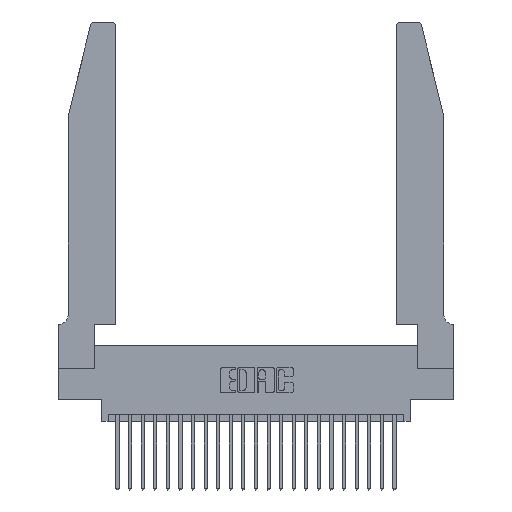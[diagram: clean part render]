
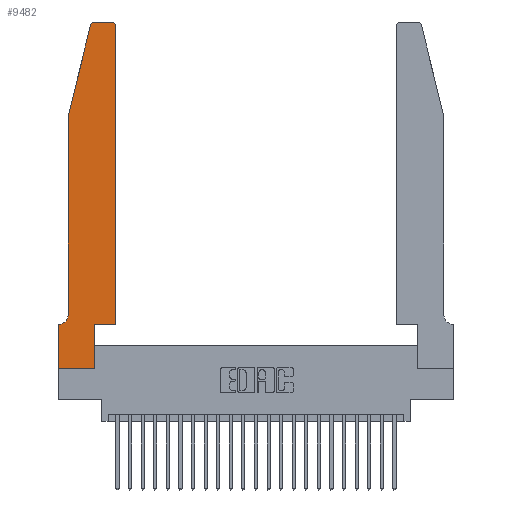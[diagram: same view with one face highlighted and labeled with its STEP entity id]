
A CAD part, top view. The second image highlights one B-rep face of the part: STEP entity #9482.
In plain terms, the highlighted planar face has unit normal (0, 0, 1).
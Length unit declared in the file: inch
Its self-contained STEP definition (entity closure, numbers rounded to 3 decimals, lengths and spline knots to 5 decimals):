
#693 = CARTESIAN_POINT ( 'NONE',  ( 0.284, 2.75, 0.37 ) ) ;
#1001 = CARTESIAN_POINT ( 'NONE',  ( 0.0755, 0.35, 0.37 ) ) ;
#1473 = EDGE_CURVE ( 'NONE', #24469, #21065, #5284, .T. ) ;
#2162 = ORIENTED_EDGE ( 'NONE', *, *, #25349, .T. ) ;
#2763 = CARTESIAN_POINT ( 'NONE',  ( 0.4205, 2.75, 0.37 ) ) ;
#2806 = VECTOR ( 'NONE', #5597, 39.37008 ) ;
#3059 = DIRECTION ( 'NONE',  ( -1., 0., 0. ) ) ;
#3455 = LINE ( 'NONE', #12820, #13986 ) ;
#3676 = DIRECTION ( 'NONE',  ( 0., 1., 0. ) ) ;
#3734 = EDGE_CURVE ( 'NONE', #5092, #13913, #22573, .T. ) ;
#3884 = CARTESIAN_POINT ( 'NONE',  ( 0., 0., 0.37 ) ) ;
#4140 = CARTESIAN_POINT ( 'NONE',  ( 0.2865, 0., 0.37 ) ) ;
#4236 = EDGE_CURVE ( 'NONE', #12939, #19753, #21666, .T. ) ;
#4792 = DIRECTION ( 'NONE',  ( 0., 0., 1. ) ) ;
#4845 = ORIENTED_EDGE ( 'NONE', *, *, #22131, .T. ) ;
#5092 = VERTEX_POINT ( 'NONE', #2763 ) ;
#5284 = LINE ( 'NONE', #17673, #15124 ) ;
#5597 = DIRECTION ( 'NONE',  ( 0., -1., 0. ) ) ;
#5939 = DIRECTION ( 'NONE',  ( 0., 1., 0. ) ) ;
#6416 = VECTOR ( 'NONE', #22395, 39.37008 ) ;
#6611 = ORIENTED_EDGE ( 'NONE', *, *, #14195, .T. ) ;
#7165 = DIRECTION ( 'NONE',  ( 0., 0., 1. ) ) ;
#7286 = AXIS2_PLACEMENT_3D ( 'NONE', #7939, #21559, #9931 ) ;
#7939 = CARTESIAN_POINT ( 'NONE',  ( 0.0055, 0.42, 0.37 ) ) ;
#8212 = EDGE_CURVE ( 'NONE', #12012, #25101, #9364, .T. ) ;
#8541 = ORIENTED_EDGE ( 'NONE', *, *, #3734, .T. ) ;
#8834 = VERTEX_POINT ( 'NONE', #11224 ) ;
#8989 = ORIENTED_EDGE ( 'NONE', *, *, #18369, .T. ) ;
#9036 = CARTESIAN_POINT ( 'NONE',  ( 0.284, 2.72, 0.37 ) ) ;
#9087 = EDGE_CURVE ( 'NONE', #10139, #12012, #25425, .T. ) ;
#9201 = CARTESIAN_POINT ( 'NONE',  ( 0., 0., 0.37 ) ) ;
#9364 = LINE ( 'NONE', #1001, #19152 ) ;
#9482 = ADVANCED_FACE ( 'NONE', ( #17560 ), #14958, .T. ) ;
#9501 = CARTESIAN_POINT ( 'NONE',  ( 0.2865, 0.35, 0.37 ) ) ;
#9664 = CIRCLE ( 'NONE', #14989, 0.03 ) ;
#9931 = DIRECTION ( 'NONE',  ( -1., 0., 0. ) ) ;
#10139 = VERTEX_POINT ( 'NONE', #20762 ) ;
#10741 = VECTOR ( 'NONE', #23571, 39.37008 ) ;
#10827 = CARTESIAN_POINT ( 'NONE',  ( 0., 0.35, 0.37 ) ) ;
#10984 = CARTESIAN_POINT ( 'NONE',  ( 0.0755, 2., 0.37 ) ) ;
#11035 = DIRECTION ( 'NONE',  ( 1., 0., 0. ) ) ;
#11183 = DIRECTION ( 'NONE',  ( 1., 0., 0. ) ) ;
#11224 = CARTESIAN_POINT ( 'NONE',  ( 0.2865, 0.35, 0.37 ) ) ;
#11877 = CARTESIAN_POINT ( 'NONE',  ( 0.0055, 0.35, 0.37 ) ) ;
#12012 = VERTEX_POINT ( 'NONE', #11877 ) ;
#12736 = DIRECTION ( 'NONE',  ( 1., 0., 0. ) ) ;
#12820 = CARTESIAN_POINT ( 'NONE',  ( 0.4505, 0.35, 0.37 ) ) ;
#12939 = VERTEX_POINT ( 'NONE', #22346 ) ;
#13439 = CARTESIAN_POINT ( 'NONE',  ( 0., 0., 0.37 ) ) ;
#13741 = ORIENTED_EDGE ( 'NONE', *, *, #18562, .T. ) ;
#13913 = VERTEX_POINT ( 'NONE', #693 ) ;
#13986 = VECTOR ( 'NONE', #12736, 39.37008 ) ;
#14106 = VECTOR ( 'NONE', #14481, 39.37008 ) ;
#14195 = EDGE_CURVE ( 'NONE', #25101, #17502, #17940, .T. ) ;
#14307 = AXIS2_PLACEMENT_3D ( 'NONE', #16586, #4792, #18537 ) ;
#14418 = VECTOR ( 'NONE', #11183, 39.37008 ) ;
#14481 = DIRECTION ( 'NONE',  ( 0., -1., 0. ) ) ;
#14958 = PLANE ( 'NONE',  #19874 ) ;
#14989 = AXIS2_PLACEMENT_3D ( 'NONE', #9036, #22658, #11035 ) ;
#15124 = VECTOR ( 'NONE', #5939, 39.37008 ) ;
#15128 = VECTOR ( 'NONE', #3676, 39.37008 ) ;
#15627 = ORIENTED_EDGE ( 'NONE', *, *, #17141, .T. ) ;
#15742 = LINE ( 'NONE', #9501, #15128 ) ;
#15775 = CARTESIAN_POINT ( 'NONE',  ( 0.0755, 2., 0.37 ) ) ;
#15943 = VERTEX_POINT ( 'NONE', #4140 ) ;
#16586 = CARTESIAN_POINT ( 'NONE',  ( 0.4205, 2.72, 0.37 ) ) ;
#17036 = ORIENTED_EDGE ( 'NONE', *, *, #8212, .T. ) ;
#17059 = EDGE_LOOP ( 'NONE', ( #8541, #13741, #17496, #8989, #24045, #17036, #6611, #4845, #2162, #24712, #24662, #15627 ) ) ;
#17141 = EDGE_CURVE ( 'NONE', #21065, #5092, #20242, .T. ) ;
#17496 = ORIENTED_EDGE ( 'NONE', *, *, #4236, .T. ) ;
#17502 = VERTEX_POINT ( 'NONE', #3884 ) ;
#17560 = FACE_OUTER_BOUND ( 'NONE', #17059, .T. ) ;
#17673 = CARTESIAN_POINT ( 'NONE',  ( 0.4505, 0.35, 0.37 ) ) ;
#17708 = CARTESIAN_POINT ( 'NONE',  ( 0.4505, 2.72, 0.37 ) ) ;
#17940 = LINE ( 'NONE', #13439, #2806 ) ;
#18369 = EDGE_CURVE ( 'NONE', #19753, #10139, #19280, .T. ) ;
#18519 = CARTESIAN_POINT ( 'NONE',  ( 0.2605, 2.75, 0.37 ) ) ;
#18537 = DIRECTION ( 'NONE',  ( 1., 0., 0. ) ) ;
#18562 = EDGE_CURVE ( 'NONE', #13913, #12939, #9664, .T. ) ;
#18873 = CARTESIAN_POINT ( 'NONE',  ( 0., 0.35, 0.37 ) ) ;
#19152 = VECTOR ( 'NONE', #3059, 39.37008 ) ;
#19280 = LINE ( 'NONE', #22187, #14106 ) ;
#19753 = VERTEX_POINT ( 'NONE', #10984 ) ;
#19874 = AXIS2_PLACEMENT_3D ( 'NONE', #18873, #7165, #20792 ) ;
#20242 = CIRCLE ( 'NONE', #14307, 0.03 ) ;
#20762 = CARTESIAN_POINT ( 'NONE',  ( 0.0755, 0.42, 0.37 ) ) ;
#20786 = LINE ( 'NONE', #9201, #14418 ) ;
#20792 = DIRECTION ( 'NONE',  ( 1., 0., 0. ) ) ;
#21065 = VERTEX_POINT ( 'NONE', #17708 ) ;
#21559 = DIRECTION ( 'NONE',  ( 0., 0., -1. ) ) ;
#21666 = LINE ( 'NONE', #15775, #10741 ) ;
#22131 = EDGE_CURVE ( 'NONE', #17502, #15943, #20786, .T. ) ;
#22187 = CARTESIAN_POINT ( 'NONE',  ( 0.0755, 2., 0.37 ) ) ;
#22346 = CARTESIAN_POINT ( 'NONE',  ( 0.25487, 2.72718, 0.37 ) ) ;
#22395 = DIRECTION ( 'NONE',  ( -1., 0., 0. ) ) ;
#22573 = LINE ( 'NONE', #18519, #6416 ) ;
#22658 = DIRECTION ( 'NONE',  ( 0., 0., 1. ) ) ;
#23571 = DIRECTION ( 'NONE',  ( -0.239, -0.971, 0. ) ) ;
#24045 = ORIENTED_EDGE ( 'NONE', *, *, #9087, .T. ) ;
#24100 = CARTESIAN_POINT ( 'NONE',  ( 0.4505, 0.35, 0.37 ) ) ;
#24469 = VERTEX_POINT ( 'NONE', #24100 ) ;
#24584 = EDGE_CURVE ( 'NONE', #8834, #24469, #3455, .T. ) ;
#24662 = ORIENTED_EDGE ( 'NONE', *, *, #1473, .T. ) ;
#24712 = ORIENTED_EDGE ( 'NONE', *, *, #24584, .T. ) ;
#25101 = VERTEX_POINT ( 'NONE', #10827 ) ;
#25349 = EDGE_CURVE ( 'NONE', #15943, #8834, #15742, .T. ) ;
#25425 = CIRCLE ( 'NONE', #7286, 0.07 ) ;
